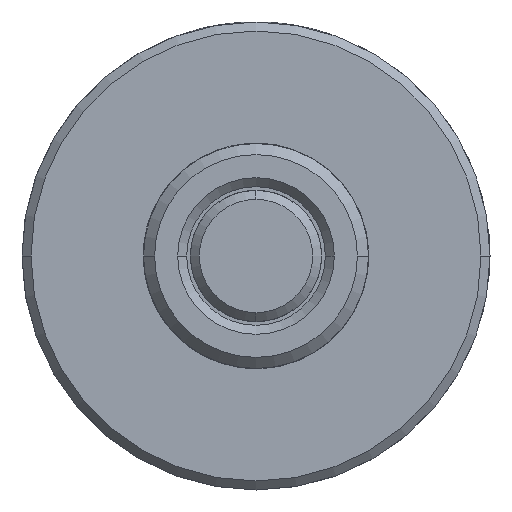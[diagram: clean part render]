
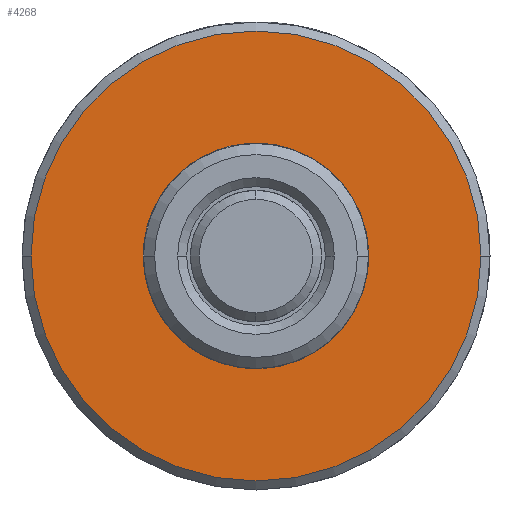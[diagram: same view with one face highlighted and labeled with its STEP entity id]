
A CAD part, left-side view. The second image highlights one B-rep face of the part: STEP entity #4268.
In plain terms, the highlighted planar face has unit normal (-1, 0, 0).
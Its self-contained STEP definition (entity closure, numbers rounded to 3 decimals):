
#24 = DIRECTION ( 'NONE',  ( 1., 0., 0. ) ) ;
#128 = VERTEX_POINT ( 'NONE', #4495 ) ;
#233 = PLANE ( 'NONE',  #4690 ) ;
#240 = VERTEX_POINT ( 'NONE', #2593 ) ;
#261 = CIRCLE ( 'NONE', #2027, 9.493 ) ;
#269 = VERTEX_POINT ( 'NONE', #826 ) ;
#795 = DIRECTION ( 'NONE',  ( 1., 0., 0. ) ) ;
#826 = CARTESIAN_POINT ( 'NONE',  ( 16.764, 0., 9.493 ) ) ;
#830 = DIRECTION ( 'NONE',  ( 0., 0., -1. ) ) ;
#873 = EDGE_CURVE ( 'NONE', #128, #240, #1980, .T. ) ;
#952 = ORIENTED_EDGE ( 'NONE', *, *, #873, .F. ) ;
#1154 = DIRECTION ( 'NONE',  ( 0., 0., -1. ) ) ;
#1234 = CARTESIAN_POINT ( 'NONE',  ( 16.764, 0., 0. ) ) ;
#1489 = FACE_BOUND ( 'NONE', #4905, .T. ) ;
#1572 = AXIS2_PLACEMENT_3D ( 'NONE', #3819, #24, #1694 ) ;
#1686 = EDGE_LOOP ( 'NONE', ( #2168, #952 ) ) ;
#1694 = DIRECTION ( 'NONE',  ( 0., 0., -1. ) ) ;
#1980 = CIRCLE ( 'NONE', #5147, 19.05 ) ;
#1994 = CIRCLE ( 'NONE', #3135, 19.05 ) ;
#2027 = AXIS2_PLACEMENT_3D ( 'NONE', #1234, #2930, #2508 ) ;
#2168 = ORIENTED_EDGE ( 'NONE', *, *, #3731, .F. ) ;
#2443 = DIRECTION ( 'NONE',  ( 1., 0., 0. ) ) ;
#2508 = DIRECTION ( 'NONE',  ( 0., 0., -1. ) ) ;
#2593 = CARTESIAN_POINT ( 'NONE',  ( 16.764, 0., 19.05 ) ) ;
#2930 = DIRECTION ( 'NONE',  ( 1., 0., 0. ) ) ;
#3135 = AXIS2_PLACEMENT_3D ( 'NONE', #3318, #795, #1154 ) ;
#3188 = CARTESIAN_POINT ( 'NONE',  ( 16.764, 0., 0. ) ) ;
#3260 = CIRCLE ( 'NONE', #1572, 9.493 ) ;
#3318 = CARTESIAN_POINT ( 'NONE',  ( 16.764, 0., 0. ) ) ;
#3412 = CARTESIAN_POINT ( 'NONE',  ( 16.764, 0., -9.493 ) ) ;
#3731 = EDGE_CURVE ( 'NONE', #240, #128, #1994, .T. ) ;
#3819 = CARTESIAN_POINT ( 'NONE',  ( 16.764, 0., 0. ) ) ;
#3832 = DIRECTION ( 'NONE',  ( 1., 0., 0. ) ) ;
#3914 = CARTESIAN_POINT ( 'NONE',  ( 16.764, 0., 0. ) ) ;
#4060 = FACE_OUTER_BOUND ( 'NONE', #1686, .T. ) ;
#4268 = ADVANCED_FACE ( 'NONE', ( #4060, #1489 ), #233, .F. ) ;
#4495 = CARTESIAN_POINT ( 'NONE',  ( 16.764, 0., -19.05 ) ) ;
#4585 = ORIENTED_EDGE ( 'NONE', *, *, #5308, .T. ) ;
#4690 = AXIS2_PLACEMENT_3D ( 'NONE', #3188, #2443, #5373 ) ;
#4869 = ORIENTED_EDGE ( 'NONE', *, *, #5265, .T. ) ;
#4905 = EDGE_LOOP ( 'NONE', ( #4869, #4585 ) ) ;
#5147 = AXIS2_PLACEMENT_3D ( 'NONE', #3914, #3832, #830 ) ;
#5240 = VERTEX_POINT ( 'NONE', #3412 ) ;
#5265 = EDGE_CURVE ( 'NONE', #5240, #269, #261, .T. ) ;
#5308 = EDGE_CURVE ( 'NONE', #269, #5240, #3260, .T. ) ;
#5373 = DIRECTION ( 'NONE',  ( 0., 0., -1. ) ) ;
